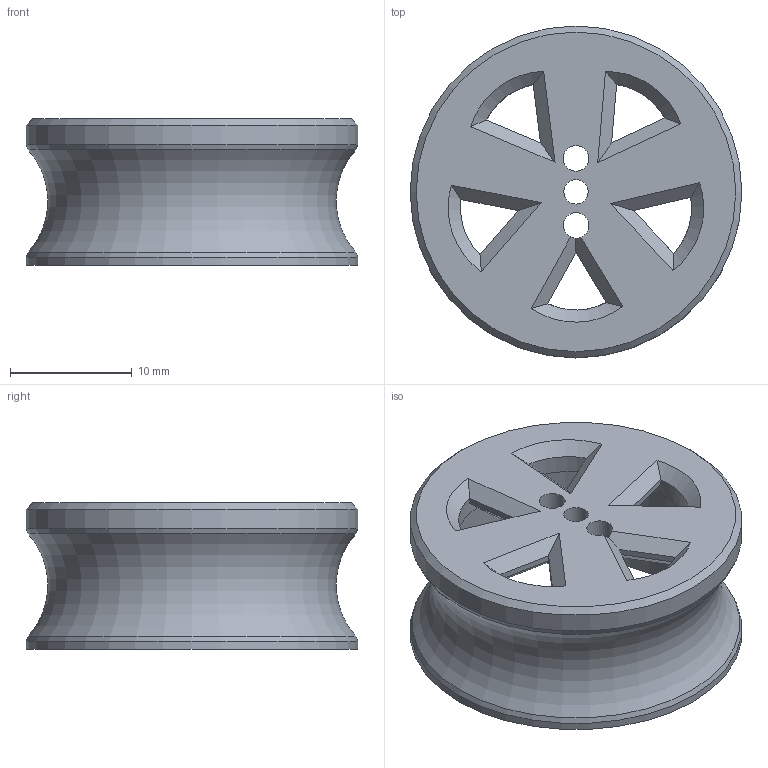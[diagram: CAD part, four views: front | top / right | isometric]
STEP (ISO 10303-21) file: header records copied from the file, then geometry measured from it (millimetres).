
FILE_DESCRIPTION(/* description */ (''),/* implementation_level */ '2;1');
FILE_NAME(/* name */ 'Xing2 1404 Flywheel-Vented.step',/* time_stamp */ '2024-01-30T09:07:04-06:00',/* author */ (''),/* organization */ (''),/* preprocessor_version */ 'ST-DEVELOPER v20',/* originating_system */ 'Autodesk Translation Framework v12.14.0.127',/* authorisation */ '');
FILE_SCHEMA (('AUTOMOTIVE_DESIGN { 1 0 10303 214 3 1 1 }'));
Length unit declared in the file: millimetre
Products named in the file (1): Xing2 1404 Flywheel
Bounding box: 27.25 x 27.25 x 12 mm (x, y, z)
Volume: 2579.9 mm3; surface area: 2845.3 mm2
Topology: 1 solids, 1 shells, 61 faces, 149 edges, 91 vertices
Faces by surface type: plane 36, cylinder 14, cone 10, torus 1
Full cylindrical faces by diameter (mm): 1.4 x2, 2 x1, 2.1 x2, 2.75 x1, 21 x1, 27.25 x2
Entity records: 1854 total; most frequent: CARTESIAN_POINT 331, DIRECTION 321, ORIENTED_EDGE 298, EDGE_CURVE 149, AXIS2_PLACEMENT_3D 120, VERTEX_POINT 91, LINE 81, VECTOR 81
